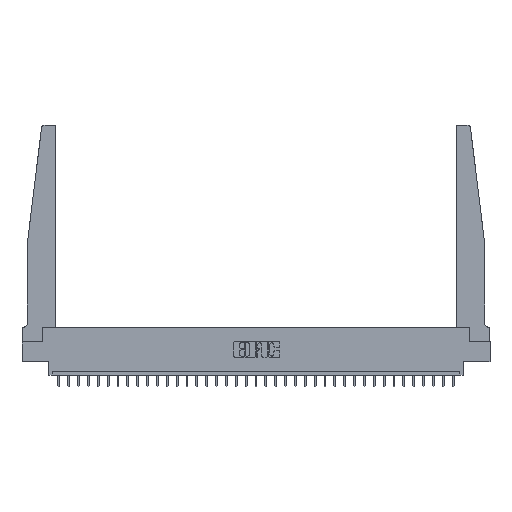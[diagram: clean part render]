
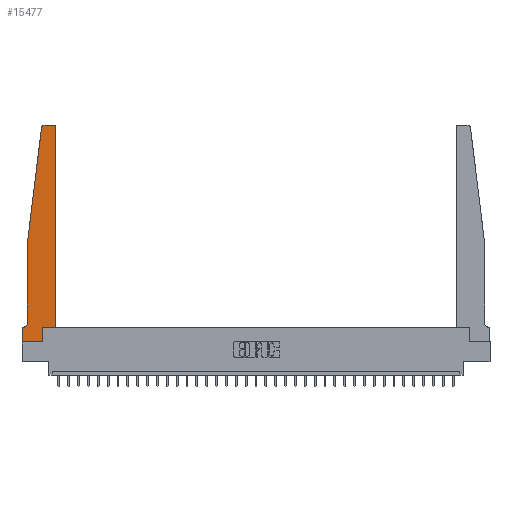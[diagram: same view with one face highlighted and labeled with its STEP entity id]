
A CAD part, top view. The second image highlights one B-rep face of the part: STEP entity #15477.
In plain terms, the highlighted planar face has unit normal (0, 0, 1).
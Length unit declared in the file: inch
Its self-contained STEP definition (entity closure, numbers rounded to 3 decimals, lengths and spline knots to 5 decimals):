
#56 = EDGE_CURVE ( 'NONE', #25066, #8826, #4378, .T. ) ;
#271 = EDGE_CURVE ( 'NONE', #13403, #16805, #5623, .T. ) ;
#1421 = EDGE_LOOP ( 'NONE', ( #28871, #13973, #10835, #14251, #4366, #3197, #4604, #4048, #18820, #3842, #19369, #5319 ) ) ;
#2009 = CARTESIAN_POINT ( 'NONE',  ( 0.2605, 0.18, 0.37 ) ) ;
#2094 = LINE ( 'NONE', #11385, #8260 ) ;
#2486 = VERTEX_POINT ( 'NONE', #5260 ) ;
#2956 = DIRECTION ( 'NONE',  ( 0., 0., -1. ) ) ;
#3107 = AXIS2_PLACEMENT_3D ( 'NONE', #22740, #15563, #8689 ) ;
#3197 = ORIENTED_EDGE ( 'NONE', *, *, #271, .T. ) ;
#3842 = ORIENTED_EDGE ( 'NONE', *, *, #5848, .T. ) ;
#4048 = ORIENTED_EDGE ( 'NONE', *, *, #19788, .T. ) ;
#4366 = ORIENTED_EDGE ( 'NONE', *, *, #5139, .T. ) ;
#4378 = LINE ( 'NONE', #23647, #24038 ) ;
#4434 = DIRECTION ( 'NONE',  ( -0.122, -0.992, 0. ) ) ;
#4604 = ORIENTED_EDGE ( 'NONE', *, *, #26826, .T. ) ;
#4917 = CARTESIAN_POINT ( 'NONE',  ( 0.065, 1.25, 0.37 ) ) ;
#5139 = EDGE_CURVE ( 'NONE', #8826, #13403, #30573, .T. ) ;
#5260 = CARTESIAN_POINT ( 'NONE',  ( 0.2605, 0., 0.37 ) ) ;
#5319 = ORIENTED_EDGE ( 'NONE', *, *, #17898, .T. ) ;
#5557 = VECTOR ( 'NONE', #17678, 39.37008 ) ;
#5623 = LINE ( 'NONE', #14744, #5557 ) ;
#5848 = EDGE_CURVE ( 'NONE', #6806, #9429, #21485, .T. ) ;
#6689 = DIRECTION ( 'NONE',  ( 0., 0., 1. ) ) ;
#6739 = AXIS2_PLACEMENT_3D ( 'NONE', #9478, #14173, #9940 ) ;
#6806 = VERTEX_POINT ( 'NONE', #2009 ) ;
#7206 = VERTEX_POINT ( 'NONE', #21520 ) ;
#7544 = LINE ( 'NONE', #24122, #30004 ) ;
#8260 = VECTOR ( 'NONE', #13530, 39.37008 ) ;
#8689 = DIRECTION ( 'NONE',  ( 1., 0., 0. ) ) ;
#8826 = VERTEX_POINT ( 'NONE', #10087 ) ;
#9426 = DIRECTION ( 'NONE',  ( 0., -1., 0. ) ) ;
#9429 = VERTEX_POINT ( 'NONE', #15965 ) ;
#9478 = CARTESIAN_POINT ( 'NONE',  ( 0.395, 2.72, 0.37 ) ) ;
#9750 = LINE ( 'NONE', #19124, #27293 ) ;
#9940 = DIRECTION ( 'NONE',  ( 1., 0., 0. ) ) ;
#10087 = CARTESIAN_POINT ( 'NONE',  ( 0.065, 0.2375, 0.37 ) ) ;
#10410 = VERTEX_POINT ( 'NONE', #22663 ) ;
#10741 = FACE_OUTER_BOUND ( 'NONE', #1421, .T. ) ;
#10815 = VECTOR ( 'NONE', #21932, 39.37008 ) ;
#10835 = ORIENTED_EDGE ( 'NONE', *, *, #18001, .T. ) ;
#10894 = PLANE ( 'NONE',  #3107 ) ;
#11156 = CARTESIAN_POINT ( 'NONE',  ( 0.015, 0.1875, 0.37 ) ) ;
#11274 = CIRCLE ( 'NONE', #6739, 0.03 ) ;
#11327 = CARTESIAN_POINT ( 'NONE',  ( 0.25, 2.75, 0.37 ) ) ;
#11385 = CARTESIAN_POINT ( 'NONE',  ( 0., 0., 0.37 ) ) ;
#11795 = CARTESIAN_POINT ( 'NONE',  ( 0.015, 0.2375, 0.37 ) ) ;
#12128 = CARTESIAN_POINT ( 'NONE',  ( 0.425, 0.18, 0.37 ) ) ;
#12477 = LINE ( 'NONE', #26972, #13281 ) ;
#12607 = AXIS2_PLACEMENT_3D ( 'NONE', #11795, #2956, #19855 ) ;
#13281 = VECTOR ( 'NONE', #26380, 39.37008 ) ;
#13403 = VERTEX_POINT ( 'NONE', #11156 ) ;
#13530 = DIRECTION ( 'NONE',  ( 1., 0., 0. ) ) ;
#13973 = ORIENTED_EDGE ( 'NONE', *, *, #28576, .T. ) ;
#14126 = CIRCLE ( 'NONE', #15619, 0.03 ) ;
#14173 = DIRECTION ( 'NONE',  ( 0., 0., 1. ) ) ;
#14251 = ORIENTED_EDGE ( 'NONE', *, *, #56, .T. ) ;
#14744 = CARTESIAN_POINT ( 'NONE',  ( 0.065, 0.1875, 0.37 ) ) ;
#14821 = VERTEX_POINT ( 'NONE', #26102 ) ;
#15238 = VECTOR ( 'NONE', #4434, 39.37008 ) ;
#15477 = ADVANCED_FACE ( 'NONE', ( #10741 ), #10894, .T. ) ;
#15563 = DIRECTION ( 'NONE',  ( 0., 0., 1. ) ) ;
#15619 = AXIS2_PLACEMENT_3D ( 'NONE', #25612, #6689, #15795 ) ;
#15795 = DIRECTION ( 'NONE',  ( 1., 0., 0. ) ) ;
#15965 = CARTESIAN_POINT ( 'NONE',  ( 0.425, 0.18, 0.37 ) ) ;
#16805 = VERTEX_POINT ( 'NONE', #28681 ) ;
#17098 = DIRECTION ( 'NONE',  ( 0., -1., 0. ) ) ;
#17678 = DIRECTION ( 'NONE',  ( -1., 0., 0. ) ) ;
#17898 = EDGE_CURVE ( 'NONE', #7206, #23457, #11274, .T. ) ;
#18001 = EDGE_CURVE ( 'NONE', #10410, #25066, #30890, .T. ) ;
#18820 = ORIENTED_EDGE ( 'NONE', *, *, #21601, .T. ) ;
#19124 = CARTESIAN_POINT ( 'NONE',  ( 0.2605, 0.18, 0.37 ) ) ;
#19369 = ORIENTED_EDGE ( 'NONE', *, *, #20726, .T. ) ;
#19788 = EDGE_CURVE ( 'NONE', #22371, #2486, #2094, .T. ) ;
#19855 = DIRECTION ( 'NONE',  ( -1., 0., 0. ) ) ;
#19880 = LINE ( 'NONE', #11327, #20853 ) ;
#20726 = EDGE_CURVE ( 'NONE', #9429, #7206, #12477, .T. ) ;
#20853 = VECTOR ( 'NONE', #27990, 39.37008 ) ;
#21485 = LINE ( 'NONE', #12128, #10815 ) ;
#21520 = CARTESIAN_POINT ( 'NONE',  ( 0.425, 2.72, 0.37 ) ) ;
#21601 = EDGE_CURVE ( 'NONE', #2486, #6806, #9750, .T. ) ;
#21932 = DIRECTION ( 'NONE',  ( 1., 0., 0. ) ) ;
#22371 = VERTEX_POINT ( 'NONE', #23387 ) ;
#22663 = CARTESIAN_POINT ( 'NONE',  ( 0.24675, 2.72367, 0.37 ) ) ;
#22740 = CARTESIAN_POINT ( 'NONE',  ( 0., 0.1875, 0.37 ) ) ;
#23164 = EDGE_CURVE ( 'NONE', #23457, #14821, #19880, .T. ) ;
#23387 = CARTESIAN_POINT ( 'NONE',  ( 0., 0., 0.37 ) ) ;
#23457 = VERTEX_POINT ( 'NONE', #24394 ) ;
#23647 = CARTESIAN_POINT ( 'NONE',  ( 0.065, 1.25, 0.37 ) ) ;
#24038 = VECTOR ( 'NONE', #9426, 39.37008 ) ;
#24122 = CARTESIAN_POINT ( 'NONE',  ( 0., 0., 0.37 ) ) ;
#24394 = CARTESIAN_POINT ( 'NONE',  ( 0.395, 2.75, 0.37 ) ) ;
#25066 = VERTEX_POINT ( 'NONE', #28283 ) ;
#25612 = CARTESIAN_POINT ( 'NONE',  ( 0.27653, 2.72, 0.37 ) ) ;
#26102 = CARTESIAN_POINT ( 'NONE',  ( 0.27653, 2.75, 0.37 ) ) ;
#26380 = DIRECTION ( 'NONE',  ( 0., 1., 0. ) ) ;
#26826 = EDGE_CURVE ( 'NONE', #16805, #22371, #7544, .T. ) ;
#26972 = CARTESIAN_POINT ( 'NONE',  ( 0.425, 0.18, 0.37 ) ) ;
#27293 = VECTOR ( 'NONE', #28483, 39.37008 ) ;
#27990 = DIRECTION ( 'NONE',  ( -1., 0., 0. ) ) ;
#28283 = CARTESIAN_POINT ( 'NONE',  ( 0.065, 1.25, 0.37 ) ) ;
#28483 = DIRECTION ( 'NONE',  ( 0., 1., 0. ) ) ;
#28576 = EDGE_CURVE ( 'NONE', #14821, #10410, #14126, .T. ) ;
#28681 = CARTESIAN_POINT ( 'NONE',  ( 0., 0.1875, 0.37 ) ) ;
#28871 = ORIENTED_EDGE ( 'NONE', *, *, #23164, .T. ) ;
#30004 = VECTOR ( 'NONE', #17098, 39.37008 ) ;
#30573 = CIRCLE ( 'NONE', #12607, 0.05 ) ;
#30890 = LINE ( 'NONE', #4917, #15238 ) ;
